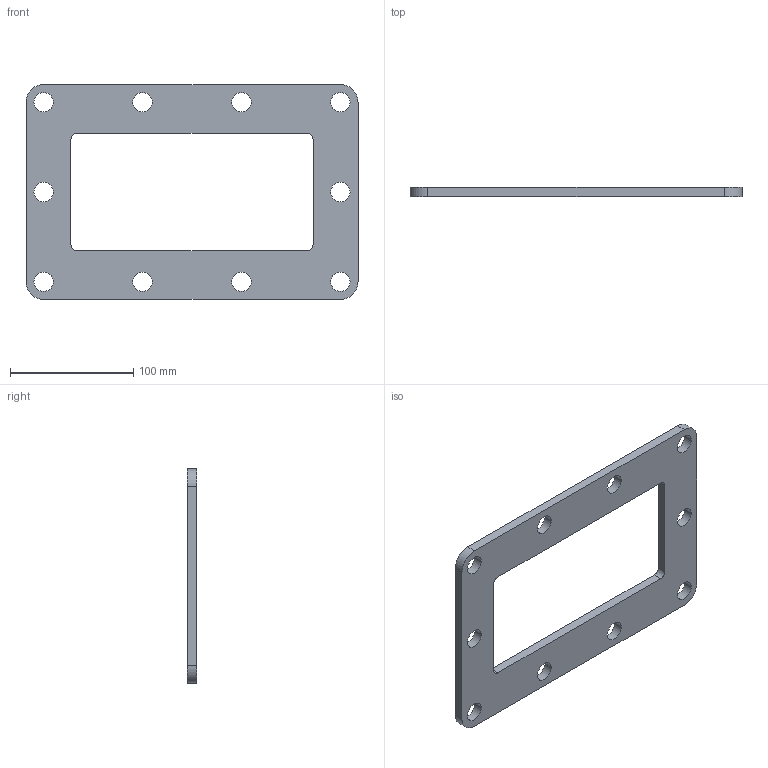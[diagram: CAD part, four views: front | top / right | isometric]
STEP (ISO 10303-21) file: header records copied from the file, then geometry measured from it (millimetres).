
FILE_DESCRIPTION(('AP224 File'),'2;1');
FILE_NAME('ka571_995315479_1.224','1998-03-10T16:08:34-05:00',('dummy customer name'),('dummy organization name'),'RPTS MP 6.0','PTC Pro/ENGINEER Version 18.0','dummy customer name');
FILE_SCHEMA(('FEATURE_BASED_PROCESS_PLANNING'));
Length unit declared in the file: inch
Products named in the file (2): KA571_995315479
Bounding box: 269.88 x 7.62 x 174.62 mm (x, y, z)
Volume: 200155.5 mm3; surface area: 67286.8 mm2
Topology: 1 solids, 1 shells, 38 faces, 108 edges, 72 vertices
Faces by surface type: cylinder 28, plane 10
Entity records: 2062 total; most frequent: DIRECTION 267, ORIENTED_EDGE 216, CARTESIAN_POINT 180, EDGE_CURVE 108, PROPERTY_DEFINITION 108, AXIS2_PLACEMENT_3D 107, SHAPE_DEFINITION_REPRESENTATION 98, VERTEX_POINT 72
